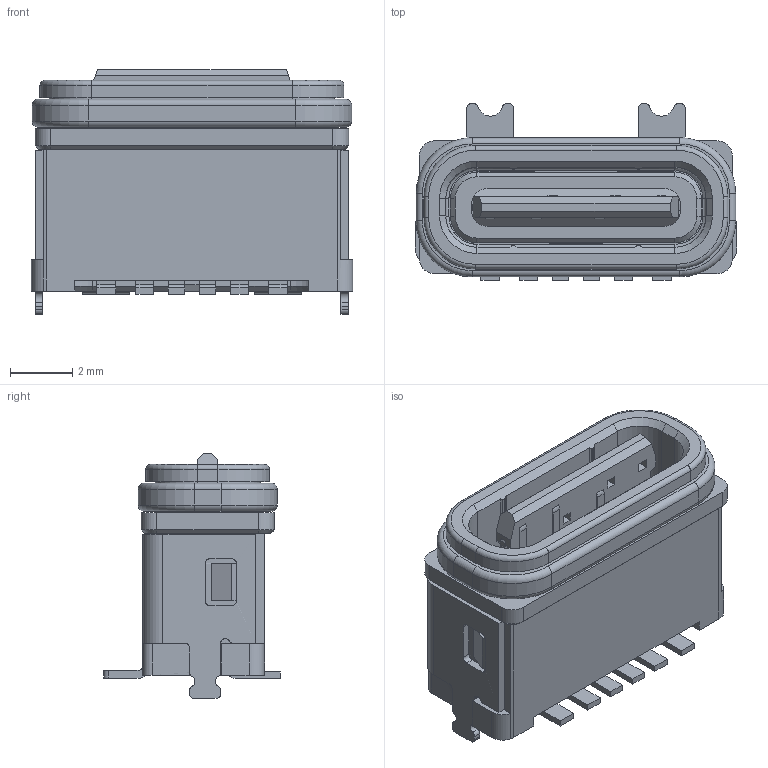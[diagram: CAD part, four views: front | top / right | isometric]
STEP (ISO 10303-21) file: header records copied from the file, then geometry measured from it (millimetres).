
FILE_DESCRIPTION(/* description */ (''),/* implementation_level */ '2;1');
FILE_NAME(/* name */ 'A905_3D.stp',/* time_stamp */ '2024-12-23T10:24:53+08:00',/* author */ (''),/* organization */ (''),/* preprocessor_version */ 'ST-DEVELOPER v16',/* originating_system */ 'SIEMENS PLM Software NX 10.0',/* authorisation */ '');
FILE_SCHEMA (('AUTOMOTIVE_DESIGN { 1 0 10303 214 3 1 1 1 }'));
Length unit declared in the file: millimetre
Products named in the file (1): xue4F6C0919o1cm
Bounding box: 10.29 x 5.66 x 7.85 mm (x, y, z)
Volume: 194.7 mm3; surface area: 597.6 mm2
Topology: 2 solids, 9 shells, 813 faces, 2144 edges, 1389 vertices
Faces by surface type: plane 610, cylinder 165, cone 18, torus 12, bspline 8
Entity records: 25157 total; most frequent: CARTESIAN_POINT 4894, ORIENTED_EDGE 4288, DIRECTION 4012, EDGE_CURVE 2144, LINE 1728, VECTOR 1728, VERTEX_POINT 1389, AXIS2_PLACEMENT_3D 1142
